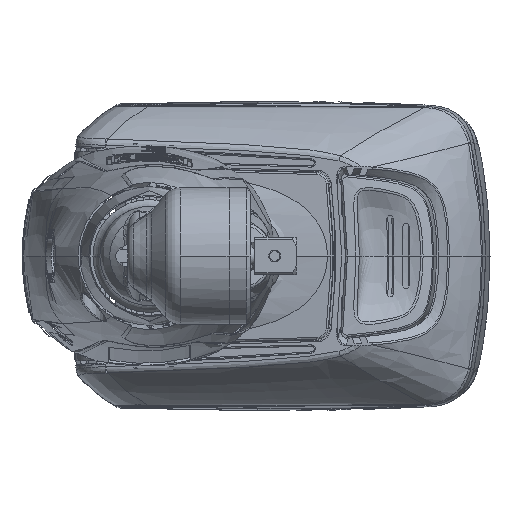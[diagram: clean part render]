
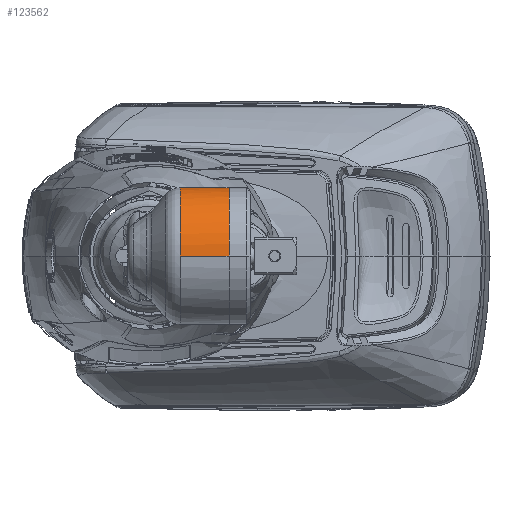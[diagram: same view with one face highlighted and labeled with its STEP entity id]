
A CAD part, left-side view. The second image highlights one B-rep face of the part: STEP entity #123562.
In plain terms, the highlighted cylindrical face has radius 17.25 mm (diameter 34.5 mm), a partial arc.
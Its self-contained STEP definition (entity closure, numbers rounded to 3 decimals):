
#122029=CARTESIAN_POINT('',(-249.059,-7.832,
10.935));
#122043=CARTESIAN_POINT('',(-262.4,-7.832,0.));
#122044=DIRECTION('',(0.,-1.,0.));
#122045=DIRECTION('',(0.773,0.,0.634));
#122046=AXIS2_PLACEMENT_3D('',#122043,#122044,#122045);
#122284=CARTESIAN_POINT('',(-262.4,-20.1,0.));
#122285=DIRECTION('',(0.,-1.,0.));
#122286=DIRECTION('',(1.,0.,0.));
#122287=AXIS2_PLACEMENT_3D('',#122284,#122285,#122286);
#122289=DIRECTION('',(0.,-1.,0.));
#122290=VECTOR('',#122289,12.268);
#122291=CARTESIAN_POINT('',(-279.65,-7.832,0.));
#122292=LINE('',#122291,#122290);
#122293=CARTESIAN_POINT('',(-245.15,-14.5,0.));
#122294=CARTESIAN_POINT('',(-245.15,-14.5,
0.577));
#122295=CARTESIAN_POINT('',(-245.209,-14.413,
1.73));
#122296=CARTESIAN_POINT('',(-245.459,-14.04,
3.396));
#122297=CARTESIAN_POINT('',(-245.893,-13.383,
5.124));
#122298=CARTESIAN_POINT('',(-246.544,-12.369,
6.87));
#122299=CARTESIAN_POINT('',(-247.259,-11.201,
8.308));
#122300=CARTESIAN_POINT('',(-247.962,-9.979,
9.466));
#122301=CARTESIAN_POINT('',(-248.589,-8.804,
10.349));
#122302=CARTESIAN_POINT('',(-248.916,-8.136,
10.76));
#122303=CARTESIAN_POINT('',(-249.059,-7.832,
10.935));
#122305=DIRECTION('',(0.,-1.,0.));
#122306=VECTOR('',#122305,5.6);
#122307=CARTESIAN_POINT('',(-245.15,-14.5,0.));
#122308=LINE('',#122307,#122306);
#122876=CARTESIAN_POINT('',(-279.65,-20.1,0.));
#122877=CARTESIAN_POINT('',(-245.15,-20.1,0.));
#122878=VERTEX_POINT('',#122876);
#122879=VERTEX_POINT('',#122877);
#122880=CARTESIAN_POINT('',(-279.65,-7.832,0.));
#122881=VERTEX_POINT('',#122880);
#122893=VERTEX_POINT('',#122029);
#122896=VERTEX_POINT('',#122293);
#123547=CARTESIAN_POINT('',(-262.4,6.83,0.));
#123548=DIRECTION('',(0.,-1.,0.));
#123549=DIRECTION('',(-1.,0.,0.));
#123550=AXIS2_PLACEMENT_3D('',#123547,#123548,#123549);
#123551=CYLINDRICAL_SURFACE('',#123550,17.25);
#123553=ORIENTED_EDGE('',*,*,#123552,.T.);
#123555=ORIENTED_EDGE('',*,*,#123554,.F.);
#123556=ORIENTED_EDGE('',*,*,#123223,.F.);
#123557=ORIENTED_EDGE('',*,*,#123534,.F.);
#123559=ORIENTED_EDGE('',*,*,#123558,.T.);
#123560=EDGE_LOOP('',(#123553,#123555,#123556,#123557,#123559));
#123561=FACE_OUTER_BOUND('',#123560,.F.);
#122047=CIRCLE('',#122046,17.25);
#122288=CIRCLE('',#122287,17.25);
#122304=B_SPLINE_CURVE_WITH_KNOTS('',3,(#122293,#122294,#122295,#122296,#122297,
#122298,#122299,#122300,#122301,#122302,#122303),.UNSPECIFIED.,.F.,.F.,(4,1,1,1,
1,1,1,1,4),(0.,0.125,0.25,0.375,0.5,0.625,0.75,0.875,1.),
.UNSPECIFIED.);
#123223=EDGE_CURVE('',#122893,#122881,#122047,.T.);
#123534=EDGE_CURVE('',#122896,#122893,#122304,.T.);
#123552=EDGE_CURVE('',#122879,#122878,#122288,.T.);
#123554=EDGE_CURVE('',#122881,#122878,#122292,.T.);
#123558=EDGE_CURVE('',#122896,#122879,#122308,.T.);
#123562=ADVANCED_FACE('',(#123561),#123551,.T.);
